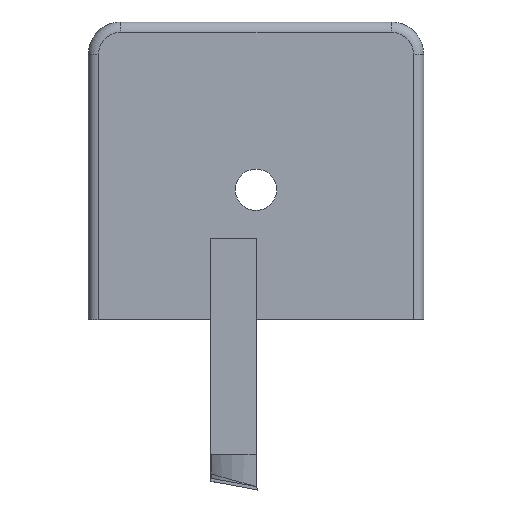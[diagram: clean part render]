
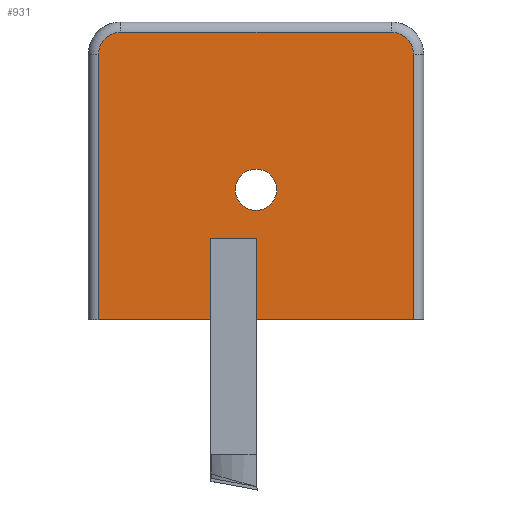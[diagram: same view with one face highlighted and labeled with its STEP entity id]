
A CAD part, front view. The second image highlights one B-rep face of the part: STEP entity #931.
In plain terms, the highlighted planar face has unit normal (0, -1, 0).
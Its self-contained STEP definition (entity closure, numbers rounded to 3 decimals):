
#31=FACE_BOUND('',#151,.T.);
#37=CIRCLE('',#1007,2.007);
#50=CIRCLE('',#1030,2.15);
#51=CIRCLE('',#1031,2.15);
#94=FACE_OUTER_BOUND('',#150,.T.);
#150=EDGE_LOOP('',(#669,#670,#671,#672,#673,#674));
#151=EDGE_LOOP('',(#675));
#221=LINE('',#1458,#321);
#222=LINE('',#1462,#322);
#223=LINE('',#1464,#323);
#224=LINE('',#1466,#324);
#321=VECTOR('',#1181,10.);
#322=VECTOR('',#1184,10.);
#323=VECTOR('',#1185,10.);
#324=VECTOR('',#1186,10.);
#400=VERTEX_POINT('',#1394);
#422=VERTEX_POINT('',#1456);
#423=VERTEX_POINT('',#1457);
#424=VERTEX_POINT('',#1459);
#425=VERTEX_POINT('',#1461);
#426=VERTEX_POINT('',#1463);
#427=VERTEX_POINT('',#1465);
#485=EDGE_CURVE('',#400,#400,#37,.T.);
#515=EDGE_CURVE('',#422,#423,#221,.T.);
#516=EDGE_CURVE('',#423,#424,#50,.T.);
#517=EDGE_CURVE('',#424,#425,#222,.T.);
#518=EDGE_CURVE('',#426,#425,#223,.T.);
#519=EDGE_CURVE('',#426,#427,#224,.T.);
#520=EDGE_CURVE('',#427,#422,#51,.T.);
#669=ORIENTED_EDGE('',*,*,#515,.T.);
#670=ORIENTED_EDGE('',*,*,#516,.T.);
#671=ORIENTED_EDGE('',*,*,#517,.T.);
#672=ORIENTED_EDGE('',*,*,#518,.F.);
#673=ORIENTED_EDGE('',*,*,#519,.T.);
#674=ORIENTED_EDGE('',*,*,#520,.T.);
#675=ORIENTED_EDGE('',*,*,#485,.F.);
#878=PLANE('',#1029);
#931=ADVANCED_FACE('',(#94,#31),#878,.F.);
#1007=AXIS2_PLACEMENT_3D('',#1395,#1118,#1119);
#1029=AXIS2_PLACEMENT_3D('',#1455,#1179,#1180);
#1030=AXIS2_PLACEMENT_3D('',#1460,#1182,#1183);
#1031=AXIS2_PLACEMENT_3D('',#1467,#1187,#1188);
#1118=DIRECTION('center_axis',(0.,-1.,0.));
#1119=DIRECTION('ref_axis',(0.,0.,
-1.));
#1179=DIRECTION('center_axis',(0.,1.,0.));
#1180=DIRECTION('ref_axis',(-1.,0.,0.));
#1181=DIRECTION('',(-1.,0.,0.));
#1182=DIRECTION('center_axis',(0.,-1.,0.));
#1183=DIRECTION('ref_axis',(-0.707,0.,0.707));
#1184=DIRECTION('',(0.,0.,-1.));
#1185=DIRECTION('',(-1.,0.,0.));
#1186=DIRECTION('',(0.,0.,1.));
#1187=DIRECTION('center_axis',(0.,-1.,0.));
#1188=DIRECTION('ref_axis',(0.707,0.,0.707));
#1394=CARTESIAN_POINT('',(7.201,-84.602,-49.708));
#1395=CARTESIAN_POINT('Origin',(7.201,-84.602,-51.715));
#1455=CARTESIAN_POINT('Origin',(7.201,-84.602,-51.715));
#1456=CARTESIAN_POINT('',(20.323,-84.602,-36.444));
#1457=CARTESIAN_POINT('',(-5.921,-84.602,-36.444));
#1458=CARTESIAN_POINT('',(0.64,-84.602,-36.444));
#1459=CARTESIAN_POINT('',(-8.071,-84.602,-38.594));
#1460=CARTESIAN_POINT('Origin',(-5.921,-84.602,-38.594));
#1461=CARTESIAN_POINT('',(-8.071,-84.602,-64.314));
#1462=CARTESIAN_POINT('',(-8.071,-84.602,-58.276));
#1463=CARTESIAN_POINT('',(22.473,-84.602,-64.314));
#1464=CARTESIAN_POINT('',(7.201,-84.602,-64.314));
#1465=CARTESIAN_POINT('',(22.473,-84.602,-38.594));
#1466=CARTESIAN_POINT('',(22.473,-84.602,-45.155));
#1467=CARTESIAN_POINT('Origin',(20.323,-84.602,-38.594));
